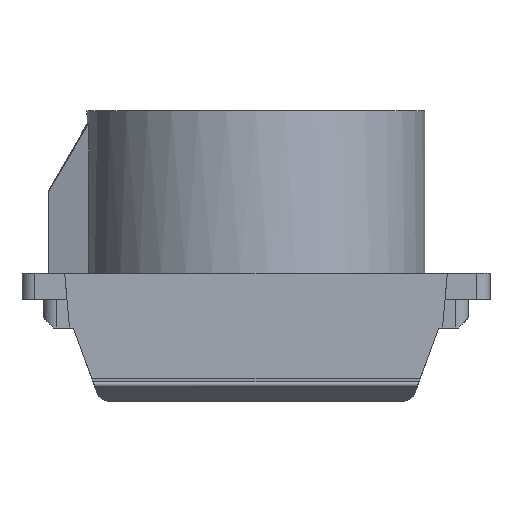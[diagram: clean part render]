
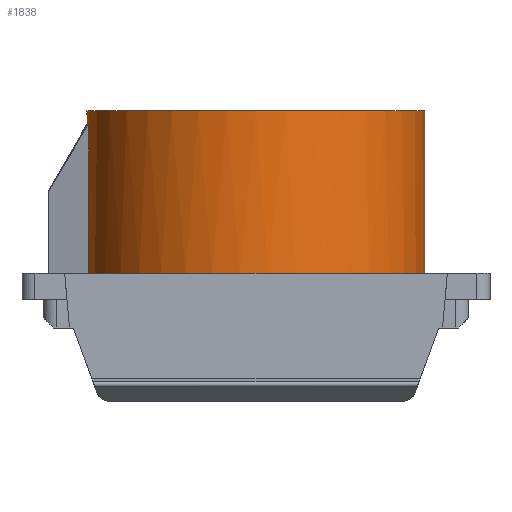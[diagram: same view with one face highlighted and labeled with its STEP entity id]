
A CAD part, front view. The second image highlights one B-rep face of the part: STEP entity #1838.
In plain terms, the highlighted cylindrical face has radius 6.5 mm (diameter 13 mm), a partial arc.
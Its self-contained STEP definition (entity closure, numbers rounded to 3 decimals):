
#366 = ORIENTED_EDGE ( 'NONE', *, *, #1555, .F. ) ;
#387 = DIRECTION ( 'NONE',  ( -1., 0., 0. ) ) ;
#406 = DIRECTION ( 'NONE',  ( 0., 0., 1. ) ) ;
#428 = CIRCLE ( 'NONE', #3230, 6.5 ) ;
#443 = FACE_OUTER_BOUND ( 'NONE', #1449, .T. ) ;
#463 = DIRECTION ( 'NONE',  ( 0., 0., 1. ) ) ;
#499 = ORIENTED_EDGE ( 'NONE', *, *, #2677, .F. ) ;
#504 = LINE ( 'NONE', #740, #915 ) ;
#740 = CARTESIAN_POINT ( 'NONE',  ( -6.5, 0., 24.635 ) ) ;
#771 = CARTESIAN_POINT ( 'NONE',  ( 6.5, 0., 0. ) ) ;
#911 = AXIS2_PLACEMENT_3D ( 'NONE', #2507, #2524, #3274 ) ;
#915 = VECTOR ( 'NONE', #1496, 1000. ) ;
#917 = CIRCLE ( 'NONE', #1732, 6.5 ) ;
#1098 = VERTEX_POINT ( 'NONE', #2365 ) ;
#1169 = CARTESIAN_POINT ( 'NONE',  ( 0., 0., 5.75 ) ) ;
#1220 = CYLINDRICAL_SURFACE ( 'NONE', #911, 6.5 ) ;
#1239 = CIRCLE ( 'NONE', #1998, 6.5 ) ;
#1339 = VERTEX_POINT ( 'NONE', #3099 ) ;
#1449 = EDGE_LOOP ( 'NONE', ( #3217, #2163, #2633, #499, #366, #1510 ) ) ;
#1496 = DIRECTION ( 'NONE',  ( 0., 0., -1. ) ) ;
#1510 = ORIENTED_EDGE ( 'NONE', *, *, #3268, .T. ) ;
#1526 = DIRECTION ( 'NONE',  ( 1., 0., 0. ) ) ;
#1555 = EDGE_CURVE ( 'NONE', #2079, #1098, #2710, .T. ) ;
#1568 = VECTOR ( 'NONE', #2279, 1000. ) ;
#1606 = VERTEX_POINT ( 'NONE', #771 ) ;
#1608 = CARTESIAN_POINT ( 'NONE',  ( -6.435, -0.919, 0. ) ) ;
#1732 = AXIS2_PLACEMENT_3D ( 'NONE', #1169, #2702, #387 ) ;
#1754 = CARTESIAN_POINT ( 'NONE',  ( 6.5, 0., 24.635 ) ) ;
#1838 = ADVANCED_FACE ( 'NONE', ( #443 ), #1220, .T. ) ;
#1937 = CARTESIAN_POINT ( 'NONE',  ( -6.435, -0.919, -4.913 ) ) ;
#1998 = AXIS2_PLACEMENT_3D ( 'NONE', #2724, #406, #1526 ) ;
#2079 = VERTEX_POINT ( 'NONE', #1608 ) ;
#2163 = ORIENTED_EDGE ( 'NONE', *, *, #2338, .F. ) ;
#2248 = EDGE_CURVE ( 'NONE', #3021, #2318, #504, .T. ) ;
#2274 = EDGE_CURVE ( 'NONE', #1339, #1606, #2300, .T. ) ;
#2279 = DIRECTION ( 'NONE',  ( 0., 0., -1. ) ) ;
#2300 = LINE ( 'NONE', #1754, #1568 ) ;
#2318 = VERTEX_POINT ( 'NONE', #2509 ) ;
#2338 = EDGE_CURVE ( 'NONE', #3021, #1339, #1239, .T. ) ;
#2365 = CARTESIAN_POINT ( 'NONE',  ( -6.435, -0.919, 5.75 ) ) ;
#2440 = CARTESIAN_POINT ( 'NONE',  ( -6.5, 0., 6.25 ) ) ;
#2507 = CARTESIAN_POINT ( 'NONE',  ( 0., 0., 24.635 ) ) ;
#2509 = CARTESIAN_POINT ( 'NONE',  ( -6.5, 0., 5.75 ) ) ;
#2524 = DIRECTION ( 'NONE',  ( 0., 0., -1. ) ) ;
#2633 = ORIENTED_EDGE ( 'NONE', *, *, #2248, .T. ) ;
#2634 = VECTOR ( 'NONE', #2963, 1000. ) ;
#2677 = EDGE_CURVE ( 'NONE', #1098, #2318, #917, .T. ) ;
#2702 = DIRECTION ( 'NONE',  ( 0., 0., -1. ) ) ;
#2710 = LINE ( 'NONE', #1937, #2634 ) ;
#2724 = CARTESIAN_POINT ( 'NONE',  ( 0., 0., 6.25 ) ) ;
#2963 = DIRECTION ( 'NONE',  ( 0., 0., 1. ) ) ;
#3004 = DIRECTION ( 'NONE',  ( -1., 0., 0. ) ) ;
#3021 = VERTEX_POINT ( 'NONE', #2440 ) ;
#3026 = CARTESIAN_POINT ( 'NONE',  ( 0., 0., 0. ) ) ;
#3099 = CARTESIAN_POINT ( 'NONE',  ( 6.5, 0., 6.25 ) ) ;
#3217 = ORIENTED_EDGE ( 'NONE', *, *, #2274, .F. ) ;
#3230 = AXIS2_PLACEMENT_3D ( 'NONE', #3026, #463, #3004 ) ;
#3268 = EDGE_CURVE ( 'NONE', #2079, #1606, #428, .T. ) ;
#3274 = DIRECTION ( 'NONE',  ( -1., 0., 0. ) ) ;
